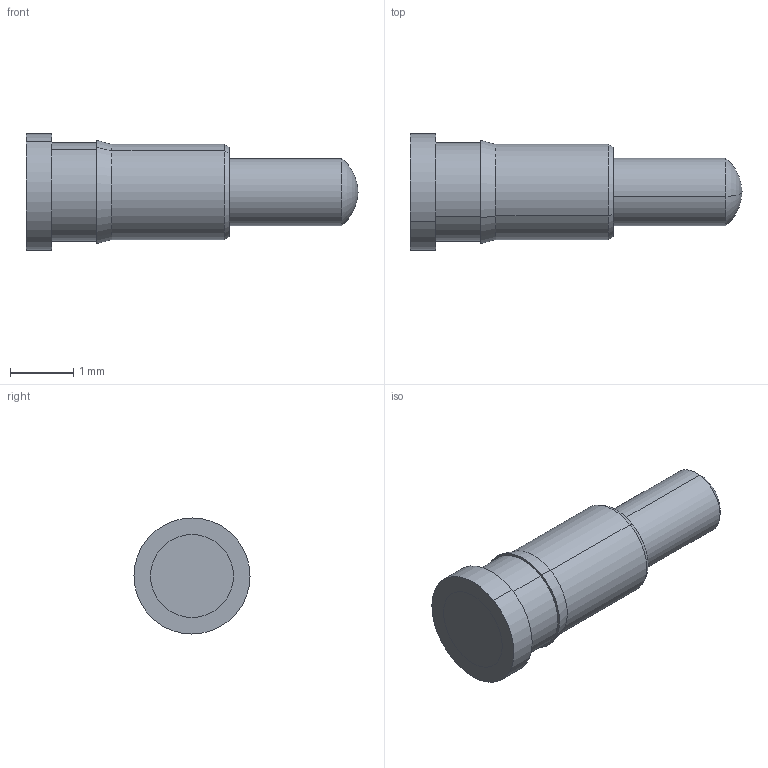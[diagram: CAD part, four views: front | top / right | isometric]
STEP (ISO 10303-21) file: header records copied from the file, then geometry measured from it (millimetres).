
FILE_DESCRIPTION (( 'STEP AP214' ), '1' );
FILE_NAME ('mill-max-0964-0-15-20-85-14-11-0.step', '2018-12-20T14:36:22', ( '' ), ( '' ), 'SwSTEP 2.0', 'SolidWorks 2018', '' );
FILE_SCHEMA (( 'AUTOMOTIVE_DESIGN' ));
Length unit declared in the file: inch
Products named in the file (1): mill-max-0964-0-15-20-85-14-11-0
Bounding box: 5.23 x 1.83 x 1.83 mm (x, y, z)
Volume: 7.8 mm3; surface area: 27 mm2
Topology: 1 solids, 1 shells, 19 faces, 38 edges, 23 vertices
Faces by surface type: cylinder 8, plane 5, cone 4, torus 2
Entity records: 360 total; most frequent: ORIENTED_EDGE 72, CARTESIAN_POINT 49, EDGE_CURVE 36, AXIS2_PLACEMENT_3D 24, VERTEX_POINT 23, EDGE_LOOP 23, DIRECTION 20, FACE_OUTER_BOUND 19
